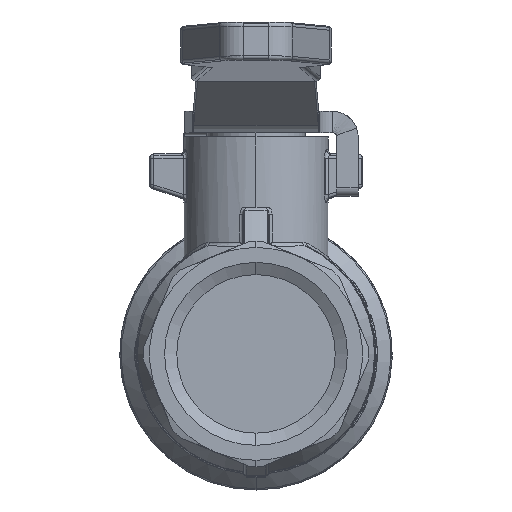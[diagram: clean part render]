
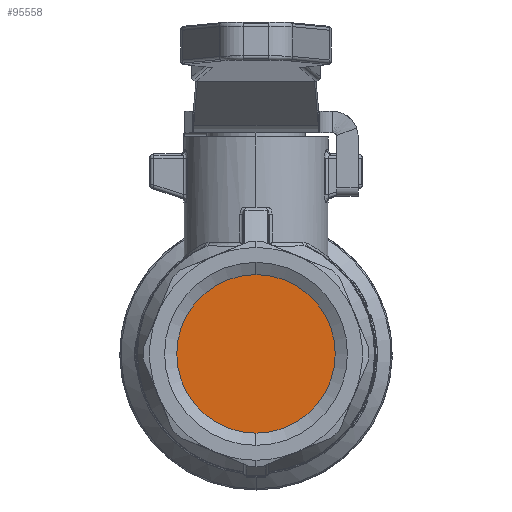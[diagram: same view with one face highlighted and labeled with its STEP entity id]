
A CAD part, left-side view. The second image highlights one B-rep face of the part: STEP entity #95558.
In plain terms, the highlighted planar face has unit normal (-1, 0, 0).
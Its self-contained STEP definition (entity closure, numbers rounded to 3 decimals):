
#9968=CARTESIAN_POINT('',(-14.,-0.,-9.316));
#9969=VERTEX_POINT('',#9968);
#9993=CARTESIAN_POINT('',(-14.,-0.,-0.));
#9994=DIRECTION('',(1.,0.,0.));
#9995=DIRECTION('',(0.,0.,-1.));
#9996=AXIS2_PLACEMENT_3D('',#9993,#9994,#9995);
#9997=CIRCLE('',#9996,9.316);
#9998=EDGE_CURVE('',#9969,#9969,#9997,.T.);
#95550=CARTESIAN_POINT('',(-14.,4.658,0.));
#95551=DIRECTION('',(1.,0.,0.));
#95552=DIRECTION('',(0.,1.,0.));
#95553=AXIS2_PLACEMENT_3D('',#95550,#95551,#95552);
#95554=PLANE('',#95553);
#95555=ORIENTED_EDGE('',*,*,#9998,.F.);
#95556=EDGE_LOOP('',(#95555));
#95557=FACE_BOUND('',#95556,.T.);
#95558=ADVANCED_FACE('',(#95557),#95554,.F.);
